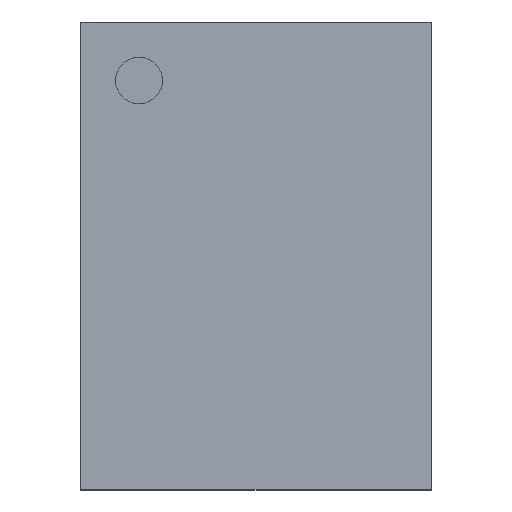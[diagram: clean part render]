
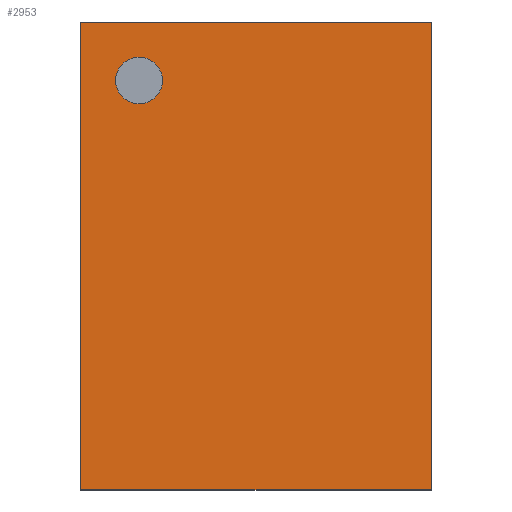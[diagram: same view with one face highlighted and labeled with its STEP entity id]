
A CAD part, top view. The second image highlights one B-rep face of the part: STEP entity #2953.
In plain terms, the highlighted planar face has unit normal (0, 0, 1).
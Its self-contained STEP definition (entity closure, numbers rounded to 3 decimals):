
#2745=CARTESIAN_POINT('',(-1.6,3.0,1.2));
#2746=VERTEX_POINT('',#2745);
#2762=CARTESIAN_POINT('',(-2.4,3.0,1.2));
#2763=VERTEX_POINT('',#2762);
#2770=CARTESIAN_POINT('',(-2.,3.0,1.2));
#2771=DIRECTION('',(0.0,0.0,-1.0));
#2772=DIRECTION('',(1.0,0.0,0.0));
#2773=AXIS2_PLACEMENT_3D('',#2770,#2771,#2772);
#2774=CIRCLE('',#2773,0.4);
#2775=EDGE_CURVE('',#2746,#2763,#2774,.T.);
#2786=CARTESIAN_POINT('',(-2.,3.0,1.2));
#2787=DIRECTION('',(0.0,0.0,-1.0));
#2788=DIRECTION('',(1.0,0.0,0.0));
#2789=AXIS2_PLACEMENT_3D('',#2786,#2787,#2788);
#2790=CIRCLE('',#2789,0.4);
#2791=EDGE_CURVE('',#2763,#2746,#2790,.T.);
#2819=CARTESIAN_POINT('',(3.0,4.0,1.2));
#2820=VERTEX_POINT('',#2819);
#2821=CARTESIAN_POINT('',(3.0,-4.0,1.2));
#2822=VERTEX_POINT('',#2821);
#2823=CARTESIAN_POINT('',(3.0,4.0,1.2));
#2824=DIRECTION('',(0.0,-1.0,0.0));
#2825=VECTOR('',#2824,8.0);
#2826=LINE('',#2823,#2825);
#2827=EDGE_CURVE('',#2820,#2822,#2826,.T.);
#2859=CARTESIAN_POINT('',(-3.,-4.0,1.2));
#2860=VERTEX_POINT('',#2859);
#2861=CARTESIAN_POINT('',(3.0,-4.0,1.2));
#2862=DIRECTION('',(-1.0,0.0,0.0));
#2863=VECTOR('',#2862,6.);
#2864=LINE('',#2861,#2863);
#2865=EDGE_CURVE('',#2822,#2860,#2864,.T.);
#2890=CARTESIAN_POINT('',(-3.,4.0,1.2));
#2891=VERTEX_POINT('',#2890);
#2892=CARTESIAN_POINT('',(-3.,-4.0,1.2));
#2893=DIRECTION('',(0.0,1.0,0.0));
#2894=VECTOR('',#2893,8.0);
#2895=LINE('',#2892,#2894);
#2896=EDGE_CURVE('',#2860,#2891,#2895,.T.);
#2921=CARTESIAN_POINT('',(-3.,4.0,1.2));
#2922=DIRECTION('',(1.0,0.0,0.0));
#2923=VECTOR('',#2922,6.);
#2924=LINE('',#2921,#2923);
#2925=EDGE_CURVE('',#2891,#2820,#2924,.T.);
#2938=CARTESIAN_POINT('',(0.0,0.,1.2));
#2939=DIRECTION('',(0.0,0.0,1.0));
#2940=DIRECTION('',(1.0,0.0,0.0));
#2941=AXIS2_PLACEMENT_3D('',#2938,#2939,#2940);
#2942=PLANE('',#2941);
#2943=ORIENTED_EDGE('',*,*,#2827,.F.);
#2944=ORIENTED_EDGE('',*,*,#2925,.F.);
#2945=ORIENTED_EDGE('',*,*,#2896,.F.);
#2946=ORIENTED_EDGE('',*,*,#2865,.F.);
#2947=EDGE_LOOP('',(#2943,#2944,#2945,#2946));
#2948=FACE_OUTER_BOUND('',#2947,.T.);
#2949=ORIENTED_EDGE('',*,*,#2775,.T.);
#2950=ORIENTED_EDGE('',*,*,#2791,.T.);
#2951=EDGE_LOOP('',(#2949,#2950));
#2952=FACE_BOUND('',#2951,.T.);
#2953=ADVANCED_FACE('',(#2948,#2952),#2942,.T.);
